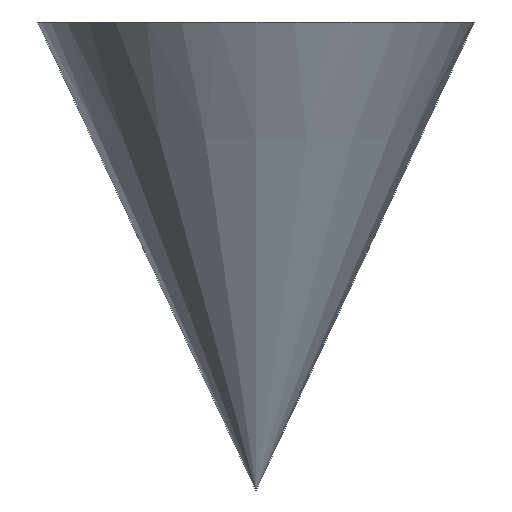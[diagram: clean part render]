
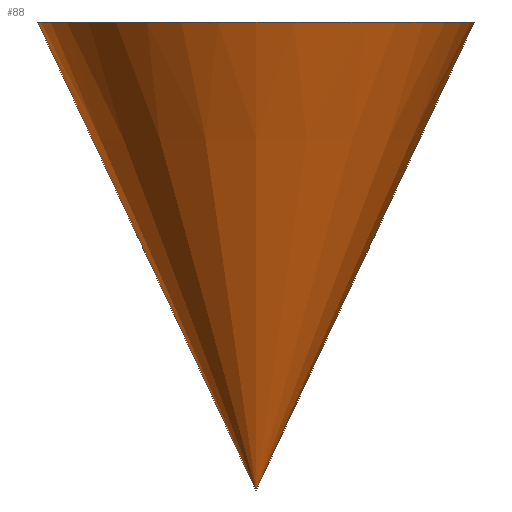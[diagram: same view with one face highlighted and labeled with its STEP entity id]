
A CAD part, front view. The second image highlights one B-rep face of the part: STEP entity #88.
In plain terms, the highlighted conical face has half-angle 25 degrees and reference radius 42 mm.
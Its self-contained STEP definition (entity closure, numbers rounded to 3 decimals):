
#2 = CIRCLE ( 'NONE', #72, 42. ) ;
#4 = EDGE_CURVE ( 'NONE', #183, #170, #189, .T. ) ;
#5 = ORIENTED_EDGE ( 'NONE', *, *, #126, .F. ) ;
#10 = DIRECTION ( 'NONE',  ( 1., 0., 0. ) ) ;
#18 = EDGE_LOOP ( 'NONE', ( #46, #182, #144, #5 ) ) ;
#22 = DIRECTION ( 'NONE',  ( 0., 0., 1. ) ) ;
#23 = DIRECTION ( 'NONE',  ( 0., 0., 1. ) ) ;
#26 = DIRECTION ( 'NONE',  ( 0.423, 0., 0.906 ) ) ;
#29 = CARTESIAN_POINT ( 'NONE',  ( 42., 0., 0. ) ) ;
#32 = VERTEX_POINT ( 'NONE', #70 ) ;
#35 = CONICAL_SURFACE ( 'NONE', #152, 42., 0.436 ) ;
#42 = LINE ( 'NONE', #162, #184 ) ;
#46 = ORIENTED_EDGE ( 'NONE', *, *, #97, .F. ) ;
#54 = CARTESIAN_POINT ( 'NONE',  ( 0., 0., 0. ) ) ;
#55 = AXIS2_PLACEMENT_3D ( 'NONE', #101, #23, #172 ) ;
#69 = DIRECTION ( 'NONE',  ( 0., 0., 1. ) ) ;
#70 = CARTESIAN_POINT ( 'NONE',  ( -42., 0., 0. ) ) ;
#72 = AXIS2_PLACEMENT_3D ( 'NONE', #54, #69, #116 ) ;
#88 = ADVANCED_FACE ( 'NONE', ( #176 ), #35, .T. ) ;
#97 = EDGE_CURVE ( 'NONE', #183, #32, #132, .T. ) ;
#101 = CARTESIAN_POINT ( 'NONE',  ( 0., 0., -90. ) ) ;
#115 = CARTESIAN_POINT ( 'NONE',  ( 0., 0., 0. ) ) ;
#116 = DIRECTION ( 'NONE',  ( 1., 0., 0. ) ) ;
#123 = CARTESIAN_POINT ( 'NONE',  ( -0.032, 0., -90. ) ) ;
#126 = EDGE_CURVE ( 'NONE', #32, #160, #2, .T. ) ;
#128 = EDGE_CURVE ( 'NONE', #170, #160, #42, .T. ) ;
#132 = LINE ( 'NONE', #186, #169 ) ;
#144 = ORIENTED_EDGE ( 'NONE', *, *, #128, .T. ) ;
#152 = AXIS2_PLACEMENT_3D ( 'NONE', #115, #22, #10 ) ;
#160 = VERTEX_POINT ( 'NONE', #29 ) ;
#162 = CARTESIAN_POINT ( 'NONE',  ( 42., 0., 0. ) ) ;
#169 = VECTOR ( 'NONE', #187, 1000. ) ;
#170 = VERTEX_POINT ( 'NONE', #192 ) ;
#172 = DIRECTION ( 'NONE',  ( 1., 0., 0. ) ) ;
#176 = FACE_OUTER_BOUND ( 'NONE', #18, .T. ) ;
#182 = ORIENTED_EDGE ( 'NONE', *, *, #4, .T. ) ;
#183 = VERTEX_POINT ( 'NONE', #123 ) ;
#184 = VECTOR ( 'NONE', #26, 1000. ) ;
#186 = CARTESIAN_POINT ( 'NONE',  ( -42., 0., 0. ) ) ;
#187 = DIRECTION ( 'NONE',  ( -0.423, 0., 0.906 ) ) ;
#189 = CIRCLE ( 'NONE', #55, 0.032 ) ;
#192 = CARTESIAN_POINT ( 'NONE',  ( 0.032, 0., -90. ) ) ;
